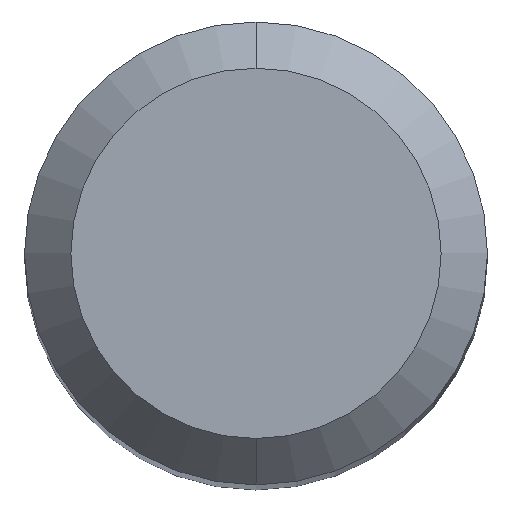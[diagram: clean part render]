
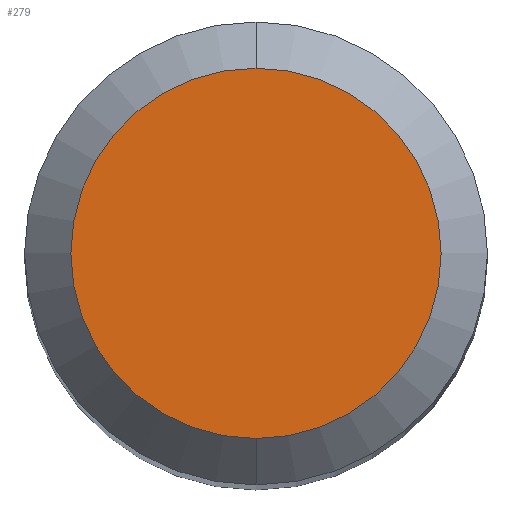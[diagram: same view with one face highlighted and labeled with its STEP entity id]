
A CAD part, top view. The second image highlights one B-rep face of the part: STEP entity #279.
In plain terms, the highlighted planar face has unit normal (0, 0, 1).
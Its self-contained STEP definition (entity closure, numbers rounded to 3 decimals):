
#15 = DIRECTION ( 'NONE',  ( 0., 1., 0. ) ) ;
#19 = DIRECTION ( 'NONE',  ( 0., 1., 0. ) ) ;
#22 = ORIENTED_EDGE ( 'NONE', *, *, #226, .F. ) ;
#52 = DIRECTION ( 'NONE',  ( 0., 1., 0. ) ) ;
#56 = CARTESIAN_POINT ( 'NONE',  ( 0., 4.8, 83. ) ) ;
#62 = ORIENTED_EDGE ( 'NONE', *, *, #272, .F. ) ;
#63 = CARTESIAN_POINT ( 'NONE',  ( 0., 0., 83. ) ) ;
#86 = AXIS2_PLACEMENT_3D ( 'NONE', #108, #189, #15 ) ;
#105 = FACE_OUTER_BOUND ( 'NONE', #278, .T. ) ;
#108 = CARTESIAN_POINT ( 'NONE',  ( 0., 0., 83. ) ) ;
#133 = CIRCLE ( 'NONE', #86, 4.8 ) ;
#141 = AXIS2_PLACEMENT_3D ( 'NONE', #167, #248, #52 ) ;
#154 = DIRECTION ( 'NONE',  ( 0., 0., -1. ) ) ;
#167 = CARTESIAN_POINT ( 'NONE',  ( 0., 0., 83. ) ) ;
#189 = DIRECTION ( 'NONE',  ( 0., 0., -1. ) ) ;
#194 = VERTEX_POINT ( 'NONE', #268 ) ;
#226 = EDGE_CURVE ( 'NONE', #194, #260, #253, .T. ) ;
#248 = DIRECTION ( 'NONE',  ( 0., 0., -1. ) ) ;
#250 = PLANE ( 'NONE',  #285 ) ;
#253 = CIRCLE ( 'NONE', #141, 4.8 ) ;
#260 = VERTEX_POINT ( 'NONE', #56 ) ;
#268 = CARTESIAN_POINT ( 'NONE',  ( 0., -4.8, 83. ) ) ;
#272 = EDGE_CURVE ( 'NONE', #260, #194, #133, .T. ) ;
#278 = EDGE_LOOP ( 'NONE', ( #62, #22 ) ) ;
#279 = ADVANCED_FACE ( 'NONE', ( #105 ), #250, .F. ) ;
#285 = AXIS2_PLACEMENT_3D ( 'NONE', #63, #154, #19 ) ;
